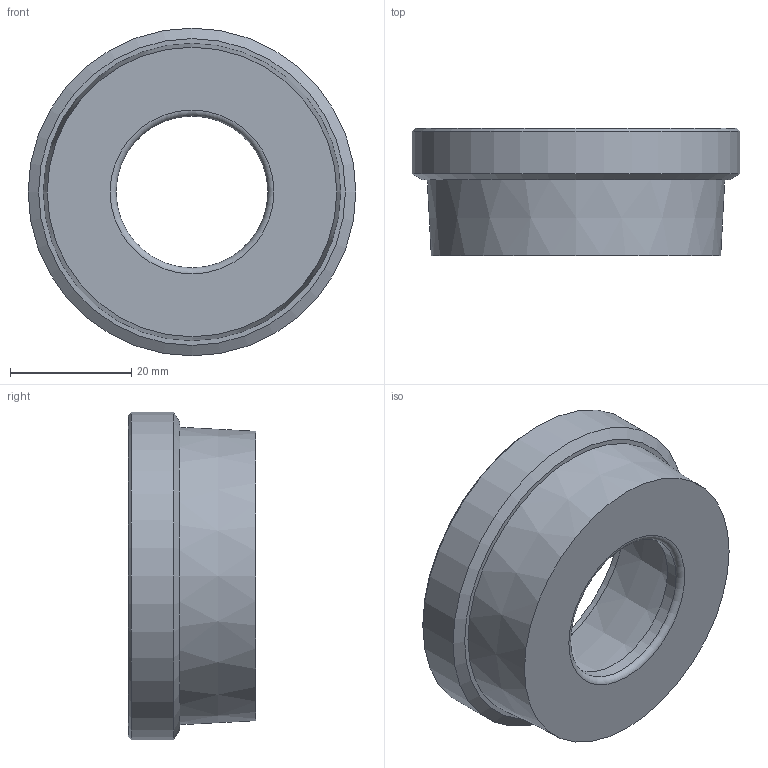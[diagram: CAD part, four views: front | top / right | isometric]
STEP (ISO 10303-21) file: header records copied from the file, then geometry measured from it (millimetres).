
FILE_DESCRIPTION(/* description */ (''),/* implementation_level */ '2;1');
FILE_NAME(/* name */ '6116 - DN25.step',/* time_stamp */ '2022-12-20T09:04:27+01:00',/* author */ (''),/* organization */ (''),/* preprocessor_version */ 'ST-DEVELOPER v19.2',/* originating_system */ 'Autodesk Translation Framework v11.17.0.187',/* authorisation */ '');
FILE_SCHEMA (('AUTOMOTIVE_DESIGN { 1 0 10303 214 3 1 1 }'));
Length unit declared in the file: millimetre
Products named in the file (1): 6116 - DN25
Bounding box: 54 x 21.01 x 54 mm (x, y, z)
Volume: 19442.7 mm3; surface area: 8951.7 mm2
Topology: 1 solids, 1 shells, 17 faces, 33 edges, 20 vertices
Faces by surface type: cone 6, cylinder 5, plane 4, torus 2
Full cylindrical faces by diameter (mm): 25 x1, 29.6 x1, 32 x1, 40 x1, 54 x1
Entity records: 485 total; most frequent: DIRECTION 91, CARTESIAN_POINT 71, ORIENTED_EDGE 66, AXIS2_PLACEMENT_3D 40, EDGE_CURVE 33, CIRCLE 22, EDGE_LOOP 21, VERTEX_POINT 20
